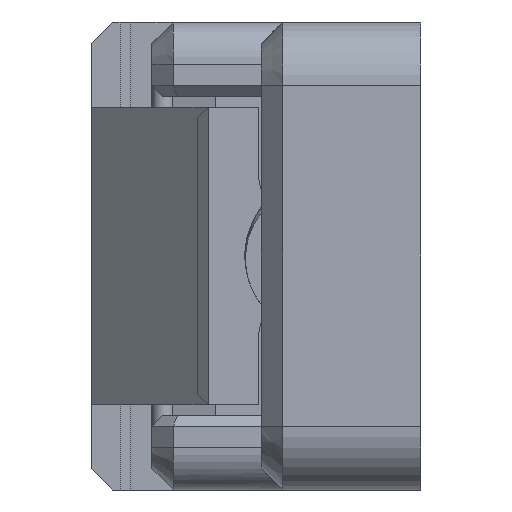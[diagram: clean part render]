
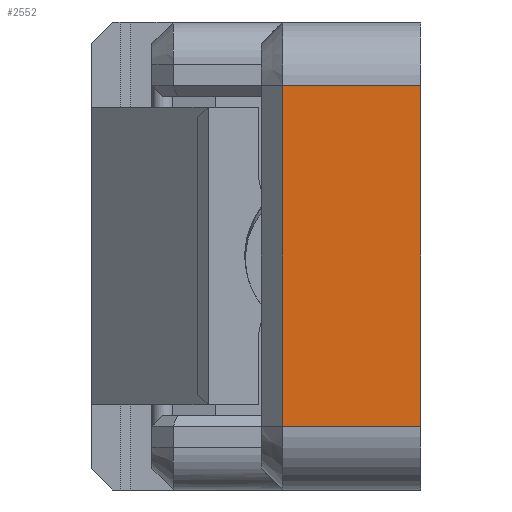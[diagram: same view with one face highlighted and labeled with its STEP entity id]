
A CAD part, front view. The second image highlights one B-rep face of the part: STEP entity #2552.
In plain terms, the highlighted planar face has unit normal (0, -1, 0).
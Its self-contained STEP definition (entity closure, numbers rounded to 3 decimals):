
#125=PLANE('',#2784);
#248=FACE_OUTER_BOUND('',#399,.T.);
#399=EDGE_LOOP('',(#2203,#2204,#2205,#2206));
#641=LINE('',#8433,#908);
#724=LINE('',#8646,#991);
#727=LINE('',#8656,#994);
#743=LINE('',#8691,#1010);
#908=VECTOR('',#3147,10.);
#991=VECTOR('',#3336,10.);
#994=VECTOR('',#3349,10.);
#1010=VECTOR('',#3377,10.);
#1189=VERTEX_POINT('',#8430);
#1190=VERTEX_POINT('',#8432);
#1266=VERTEX_POINT('',#8640);
#1267=VERTEX_POINT('',#8644);
#1478=EDGE_CURVE('',#1189,#1190,#641,.T.);
#1585=EDGE_CURVE('',#1267,#1266,#724,.T.);
#1590=EDGE_CURVE('',#1266,#1189,#727,.T.);
#1609=EDGE_CURVE('',#1267,#1190,#743,.T.);
#2203=ORIENTED_EDGE('',*,*,#1585,.F.);
#2204=ORIENTED_EDGE('',*,*,#1609,.T.);
#2205=ORIENTED_EDGE('',*,*,#1478,.F.);
#2206=ORIENTED_EDGE('',*,*,#1590,.F.);
#2552=ADVANCED_FACE('',(#248),#125,.T.);
#2784=AXIS2_PLACEMENT_3D('',#8692,#3378,#3379);
#3147=DIRECTION('',(0.,0.,-1.));
#3336=DIRECTION('',(0.,0.,1.));
#3349=DIRECTION('',(1.,0.,0.));
#3377=DIRECTION('',(1.,0.,0.));
#3378=DIRECTION('center_axis',(0.,-1.,0.));
#3379=DIRECTION('ref_axis',(0.,0.,-1.));
#8430=CARTESIAN_POINT('',(4.5,-1.5,31.));
#8432=CARTESIAN_POINT('',(4.5,-1.5,15.));
#8433=CARTESIAN_POINT('',(4.5,-1.5,34.));
#8640=CARTESIAN_POINT('',(-2.,-1.5,31.));
#8644=CARTESIAN_POINT('',(-2.,-1.5,15.));
#8646=CARTESIAN_POINT('',(-2.,-1.5,17.5));
#8656=CARTESIAN_POINT('',(3.,-1.5,31.));
#8691=CARTESIAN_POINT('',(3.,-1.5,15.));
#8692=CARTESIAN_POINT('Origin',(0.,-1.5,12.));
